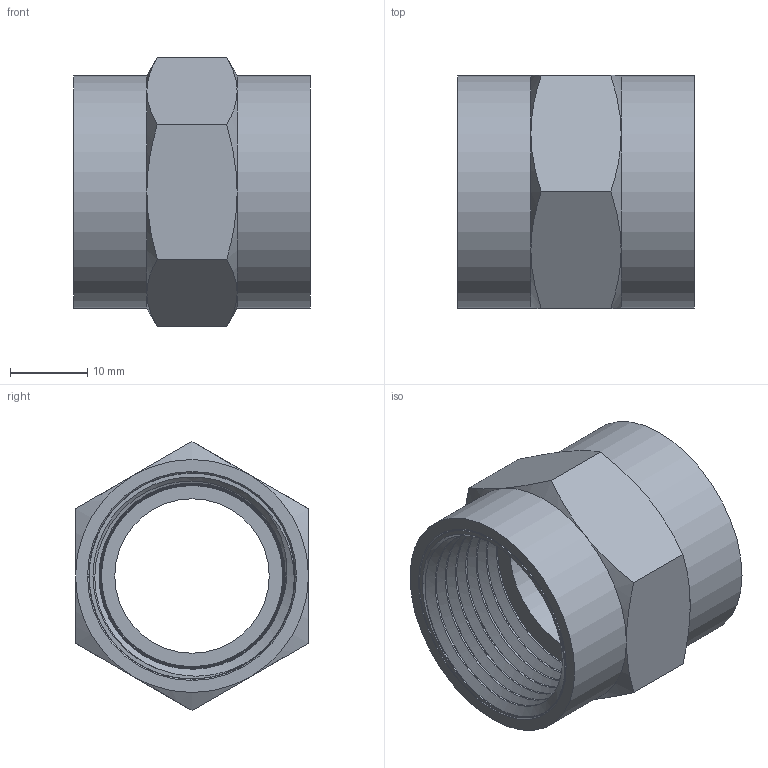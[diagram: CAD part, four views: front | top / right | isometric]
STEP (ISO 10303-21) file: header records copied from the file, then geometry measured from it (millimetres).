
FILE_DESCRIPTION(/* description */ (''),/* implementation_level */ '2;1');
FILE_NAME(/* name */ '103-N5.stp',/* time_stamp */ '2024-01-23T09:51:16-05:00',/* author */ ('esanner'),/* organization */ (''),/* preprocessor_version */ 'ST-DEVELOPER v19',/* originating_system */ 'AutoCAD Mechanical',/* authorisation */ '');
FILE_SCHEMA (('AUTOMOTIVE_DESIGN { 1 0 10303 214 3 1 1 }'));
Length unit declared in the file: millimetre
Products named in the file (2): Product; 103-N5
Assembly tree (1 placements, depth 2):
  Product
    103-N5
Bounding box: 30.64 x 30.16 x 34.83 mm (x, y, z)
Volume: 8389.1 mm3; surface area: 7737.9 mm2
Topology: 1 solids, 1 shells, 80 faces, 206 edges, 132 vertices
Faces by surface type: cone 50, plane 14, cylinder 10, bspline 6
Full cylindrical faces by diameter (mm): 26.7 x2, 30.163 x2
Entity records: 13863 total; most frequent: CARTESIAN_POINT 12111, ORIENTED_EDGE 412, DIRECTION 284, EDGE_CURVE 206, VERTEX_POINT 132, AXIS2_PLACEMENT_3D 119, B_SPLINE_CURVE_WITH_KNOTS 94, EDGE_LOOP 86
